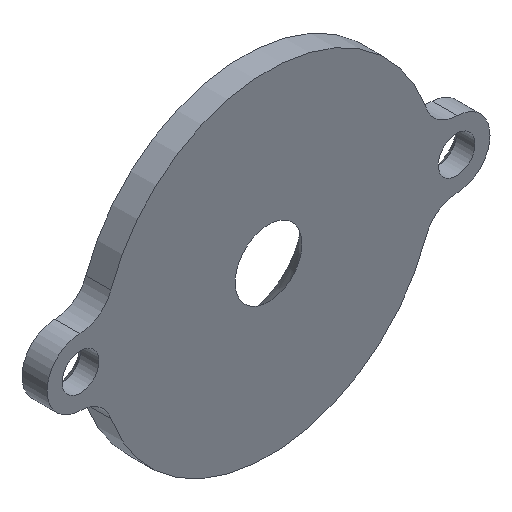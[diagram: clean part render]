
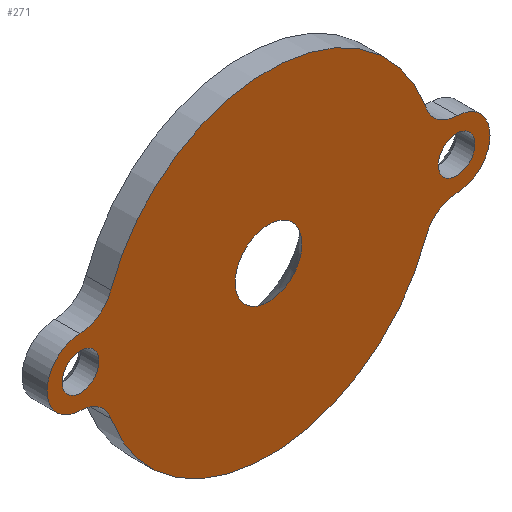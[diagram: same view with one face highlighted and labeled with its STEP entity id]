
A CAD part, isometric view. The second image highlights one B-rep face of the part: STEP entity #271.
In plain terms, the highlighted planar face has unit normal (0, -1, 0).
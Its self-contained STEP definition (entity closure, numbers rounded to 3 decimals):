
#18=FACE_BOUND('',#59,.T.);
#19=FACE_BOUND('',#60,.T.);
#20=FACE_BOUND('',#61,.T.);
#22=PLANE('',#333);
#40=FACE_OUTER_BOUND('',#58,.T.);
#58=EDGE_LOOP('',(#236,#237,#238,#239,#240,#241,#242,#243));
#59=EDGE_LOOP('',(#244));
#60=EDGE_LOOP('',(#245));
#61=EDGE_LOOP('',(#246));
#89=CIRCLE('',#297,2.);
#90=CIRCLE('',#299,2.);
#93=CIRCLE('',#303,2.);
#94=CIRCLE('',#305,10.);
#97=CIRCLE('',#309,2.);
#98=CIRCLE('',#311,2.);
#101=CIRCLE('',#315,2.);
#103=CIRCLE('',#318,10.);
#105=CIRCLE('',#321,2.);
#109=CIRCLE('',#328,1.1);
#111=CIRCLE('',#332,1.1);
#114=VERTEX_POINT('',#432);
#115=VERTEX_POINT('',#434);
#116=VERTEX_POINT('',#438);
#119=VERTEX_POINT('',#446);
#120=VERTEX_POINT('',#450);
#123=VERTEX_POINT('',#458);
#124=VERTEX_POINT('',#462);
#127=VERTEX_POINT('',#470);
#129=VERTEX_POINT('',#479);
#133=VERTEX_POINT('',#492);
#135=VERTEX_POINT('',#500);
#138=EDGE_CURVE('',#114,#115,#89,.T.);
#140=EDGE_CURVE('',#116,#115,#90,.T.);
#144=EDGE_CURVE('',#116,#119,#93,.T.);
#146=EDGE_CURVE('',#120,#119,#94,.T.);
#150=EDGE_CURVE('',#120,#123,#97,.T.);
#152=EDGE_CURVE('',#124,#123,#98,.T.);
#156=EDGE_CURVE('',#124,#127,#101,.T.);
#159=EDGE_CURVE('',#114,#127,#103,.T.);
#162=EDGE_CURVE('',#129,#129,#105,.T.);
#168=EDGE_CURVE('',#133,#133,#109,.T.);
#172=EDGE_CURVE('',#135,#135,#111,.T.);
#236=ORIENTED_EDGE('',*,*,#150,.F.);
#237=ORIENTED_EDGE('',*,*,#146,.T.);
#238=ORIENTED_EDGE('',*,*,#144,.F.);
#239=ORIENTED_EDGE('',*,*,#140,.T.);
#240=ORIENTED_EDGE('',*,*,#138,.F.);
#241=ORIENTED_EDGE('',*,*,#159,.T.);
#242=ORIENTED_EDGE('',*,*,#156,.F.);
#243=ORIENTED_EDGE('',*,*,#152,.T.);
#244=ORIENTED_EDGE('',*,*,#168,.T.);
#245=ORIENTED_EDGE('',*,*,#172,.T.);
#246=ORIENTED_EDGE('',*,*,#162,.T.);
#271=ADVANCED_FACE('',(#40,#18,#19,#20),#22,.F.);
#297=AXIS2_PLACEMENT_3D('',#435,#341,#342);
#299=AXIS2_PLACEMENT_3D('',#439,#346,#347);
#303=AXIS2_PLACEMENT_3D('',#447,#355,#356);
#305=AXIS2_PLACEMENT_3D('',#451,#360,#361);
#309=AXIS2_PLACEMENT_3D('',#459,#369,#370);
#311=AXIS2_PLACEMENT_3D('',#463,#374,#375);
#315=AXIS2_PLACEMENT_3D('',#471,#383,#384);
#318=AXIS2_PLACEMENT_3D('',#475,#390,#391);
#321=AXIS2_PLACEMENT_3D('',#481,#397,#398);
#328=AXIS2_PLACEMENT_3D('',#494,#413,#414);
#332=AXIS2_PLACEMENT_3D('',#502,#423,#424);
#333=AXIS2_PLACEMENT_3D('',#503,#425,#426);
#341=DIRECTION('center_axis',(0.,-1.,0.));
#342=DIRECTION('ref_axis',(0.016,0.,1.));
#346=DIRECTION('center_axis',(0.,-1.,0.));
#347=DIRECTION('ref_axis',(0.,0.,1.));
#355=DIRECTION('center_axis',(0.,-1.,0.));
#356=DIRECTION('ref_axis',(0.943,0.,-0.333));
#360=DIRECTION('center_axis',(0.,-1.,0.));
#361=DIRECTION('ref_axis',(-1.,0.,0.));
#369=DIRECTION('center_axis',(0.,-1.,0.));
#370=DIRECTION('ref_axis',(-0.016,0.,-1.));
#374=DIRECTION('center_axis',(0.,-1.,0.));
#375=DIRECTION('ref_axis',(0.,0.,-1.));
#383=DIRECTION('center_axis',(0.,-1.,0.));
#384=DIRECTION('ref_axis',(-0.943,0.,0.333));
#390=DIRECTION('center_axis',(0.,-1.,0.));
#391=DIRECTION('ref_axis',(-1.,0.,0.));
#397=DIRECTION('center_axis',(0.,1.,0.));
#398=DIRECTION('ref_axis',(1.,0.,0.));
#413=DIRECTION('center_axis',(0.,1.,0.));
#414=DIRECTION('ref_axis',(-1.,0.,0.));
#423=DIRECTION('center_axis',(0.,1.,0.));
#424=DIRECTION('ref_axis',(-1.,0.,0.));
#425=DIRECTION('center_axis',(0.,1.,0.));
#426=DIRECTION('ref_axis',(0.,0.,1.));
#432=CARTESIAN_POINT('',(9.428,-1.5,3.333));
#434=CARTESIAN_POINT('',(11.282,-1.5,2.));
#435=CARTESIAN_POINT('Origin',(11.314,-1.5,3.999));
#438=CARTESIAN_POINT('',(11.282,-1.5,-2.));
#439=CARTESIAN_POINT('Origin',(11.25,-1.5,0.));
#446=CARTESIAN_POINT('',(9.428,-1.5,-3.333));
#447=CARTESIAN_POINT('Origin',(11.314,-1.5,-3.999));
#450=CARTESIAN_POINT('',(-9.428,-1.5,-3.333));
#451=CARTESIAN_POINT('Origin',(0.,-1.5,0.));
#458=CARTESIAN_POINT('',(-11.282,-1.5,-2.));
#459=CARTESIAN_POINT('Origin',(-11.314,-1.5,-3.999));
#462=CARTESIAN_POINT('',(-11.282,-1.5,2.));
#463=CARTESIAN_POINT('Origin',(-11.25,-1.5,0.));
#470=CARTESIAN_POINT('',(-9.428,-1.5,3.333));
#471=CARTESIAN_POINT('Origin',(-11.314,-1.5,3.999));
#475=CARTESIAN_POINT('Origin',(0.,-1.5,0.));
#479=CARTESIAN_POINT('',(-2.,-1.5,0.));
#481=CARTESIAN_POINT('Origin',(0.,-1.5,0.));
#492=CARTESIAN_POINT('',(12.35,-1.5,0.));
#494=CARTESIAN_POINT('Origin',(11.25,-1.5,0.));
#500=CARTESIAN_POINT('',(-10.15,-1.5,0.));
#502=CARTESIAN_POINT('Origin',(-11.25,-1.5,0.));
#503=CARTESIAN_POINT('Origin',(0.,-1.5,0.));
